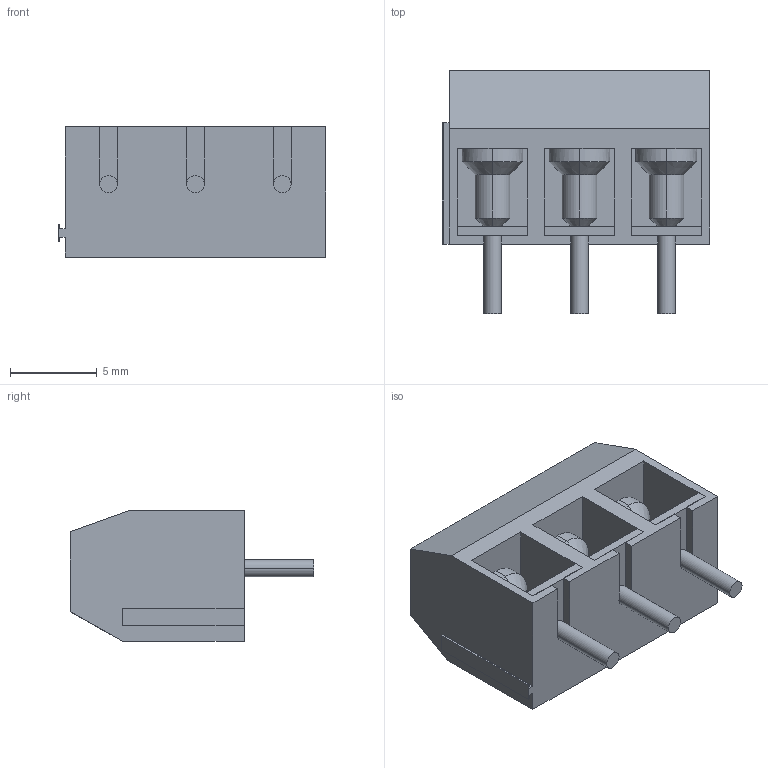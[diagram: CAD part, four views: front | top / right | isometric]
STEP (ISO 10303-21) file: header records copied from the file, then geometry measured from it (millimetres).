
FILE_DESCRIPTION (( 'STEP AP214' ), '1' );
FILE_NAME ('KF301-3P.STEP', '2021-12-28T11:21:57', ( '' ), ( '' ), 'SwSTEP 2.0', 'SolidWorks 2018', '' );
FILE_SCHEMA (( 'AUTOMOTIVE_DESIGN' ));
Length unit declared in the file: millimetre
Products named in the file (2): KF301-3P
Bounding box: 15.4 x 14 x 7.5 mm (x, y, z)
Volume: 613.5 mm3; surface area: 1548.2 mm2
Topology: 10 solids, 10 shells, 154 faces, 393 edges, 256 vertices
Faces by surface type: plane 97, cylinder 45, cone 12
Entity records: 6423 total; most frequent: CARTESIAN_POINT 823, DIRECTION 807, ORIENTED_EDGE 786, EDGE_CURVE 393, VECTOR 279, LINE 279, AXIS2_PLACEMENT_3D 264, VERTEX_POINT 256
